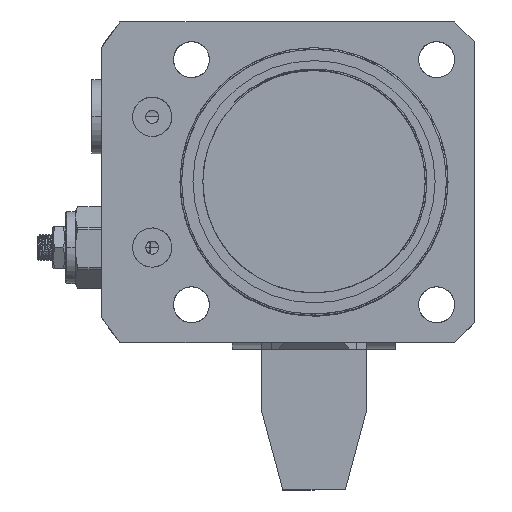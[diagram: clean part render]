
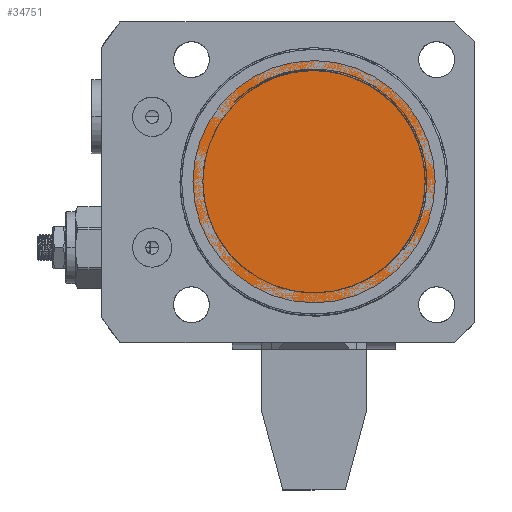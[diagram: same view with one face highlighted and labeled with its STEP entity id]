
A CAD part, top view. The second image highlights one B-rep face of the part: STEP entity #34751.
In plain terms, the highlighted planar face has unit normal (0, 0, 1).
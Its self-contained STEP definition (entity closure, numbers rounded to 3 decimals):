
#4228 = PLANE ( 'NONE',  #65264 ) ;
#8428 = CARTESIAN_POINT ( 'NONE',  ( 0., 0., 96. ) ) ;
#10718 = CARTESIAN_POINT ( 'NONE',  ( 0., 0., 96. ) ) ;
#11170 = DIRECTION ( 'NONE',  ( 0., 0., 1. ) ) ;
#12479 = AXIS2_PLACEMENT_3D ( 'NONE', #10718, #58619, #17633 ) ;
#15354 = DIRECTION ( 'NONE',  ( 1., 0., 0. ) ) ;
#17633 = DIRECTION ( 'NONE',  ( 1., 0., 0. ) ) ;
#26552 = CARTESIAN_POINT ( 'NONE',  ( 37.037, 0., 96. ) ) ;
#33018 = CARTESIAN_POINT ( 'NONE',  ( -37.037, 0., 96. ) ) ;
#34751 = ADVANCED_FACE ( 'NONE', ( #68739 ), #4228, .T. ) ;
#44869 = ORIENTED_EDGE ( 'NONE', *, *, #73415, .T. ) ;
#45336 = CARTESIAN_POINT ( 'NONE',  ( 0., 0., 96. ) ) ;
#46977 = ORIENTED_EDGE ( 'NONE', *, *, #81001, .T. ) ;
#50418 = EDGE_LOOP ( 'NONE', ( #44869, #46977 ) ) ;
#54385 = VERTEX_POINT ( 'NONE', #33018 ) ;
#55115 = AXIS2_PLACEMENT_3D ( 'NONE', #8428, #56353, #15354 ) ;
#55653 = CIRCLE ( 'NONE', #12479, 37.037 ) ;
#56353 = DIRECTION ( 'NONE',  ( 0., 0., 1. ) ) ;
#58396 = VERTEX_POINT ( 'NONE', #26552 ) ;
#58619 = DIRECTION ( 'NONE',  ( 0., 0., 1. ) ) ;
#59057 = DIRECTION ( 'NONE',  ( 1., 0., 0. ) ) ;
#65264 = AXIS2_PLACEMENT_3D ( 'NONE', #45336, #11170, #59057 ) ;
#68739 = FACE_OUTER_BOUND ( 'NONE', #50418, .T. ) ;
#73415 = EDGE_CURVE ( 'NONE', #58396, #54385, #55653, .T. ) ;
#81001 = EDGE_CURVE ( 'NONE', #54385, #58396, #87399, .T. ) ;
#87399 = CIRCLE ( 'NONE', #55115, 37.037 ) ;
